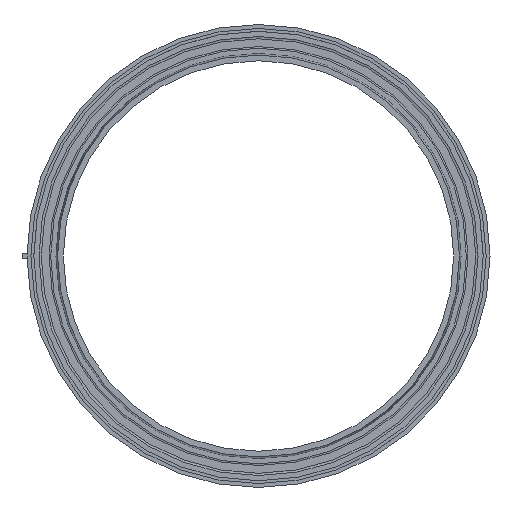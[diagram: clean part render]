
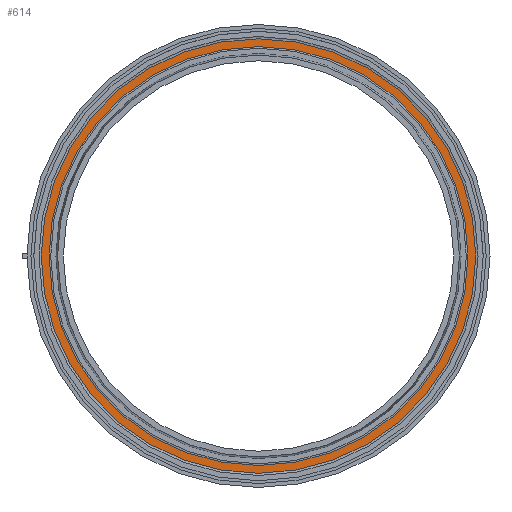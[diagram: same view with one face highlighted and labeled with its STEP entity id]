
A CAD part, top view. The second image highlights one B-rep face of the part: STEP entity #614.
In plain terms, the highlighted planar face has unit normal (0, 0, 1).
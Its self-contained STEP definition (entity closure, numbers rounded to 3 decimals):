
#570 = VERTEX_POINT('',#571);
#571 = CARTESIAN_POINT('',(-83.384,0.,-6.3));
#578 = EDGE_CURVE('',#570,#570,#579,.T.);
#579 = CIRCLE('',#580,83.384);
#580 = AXIS2_PLACEMENT_3D('',#581,#582,#583);
#581 = CARTESIAN_POINT('',(0.,0.,-6.3));
#582 = DIRECTION('',(0.,0.,1.));
#583 = DIRECTION('',(-1.,0.,0.));
#614 = ADVANCED_FACE('',(#615,#618),#629,.T.);
#615 = FACE_BOUND('',#616,.T.);
#616 = EDGE_LOOP('',(#617));
#617 = ORIENTED_EDGE('',*,*,#578,.T.);
#618 = FACE_BOUND('',#619,.T.);
#619 = EDGE_LOOP('',(#620));
#620 = ORIENTED_EDGE('',*,*,#621,.F.);
#621 = EDGE_CURVE('',#622,#622,#624,.T.);
#622 = VERTEX_POINT('',#623);
#623 = CARTESIAN_POINT('',(-80.384,0.,-6.3));
#624 = CIRCLE('',#625,80.384);
#625 = AXIS2_PLACEMENT_3D('',#626,#627,#628);
#626 = CARTESIAN_POINT('',(0.,0.,-6.3));
#627 = DIRECTION('',(0.,0.,1.));
#628 = DIRECTION('',(-1.,0.,0.));
#629 = PLANE('',#630);
#630 = AXIS2_PLACEMENT_3D('',#631,#632,#633);
#631 = CARTESIAN_POINT('',(0.,0.,-6.3));
#632 = DIRECTION('',(0.,0.,1.));
#633 = DIRECTION('',(-1.,0.,0.));
